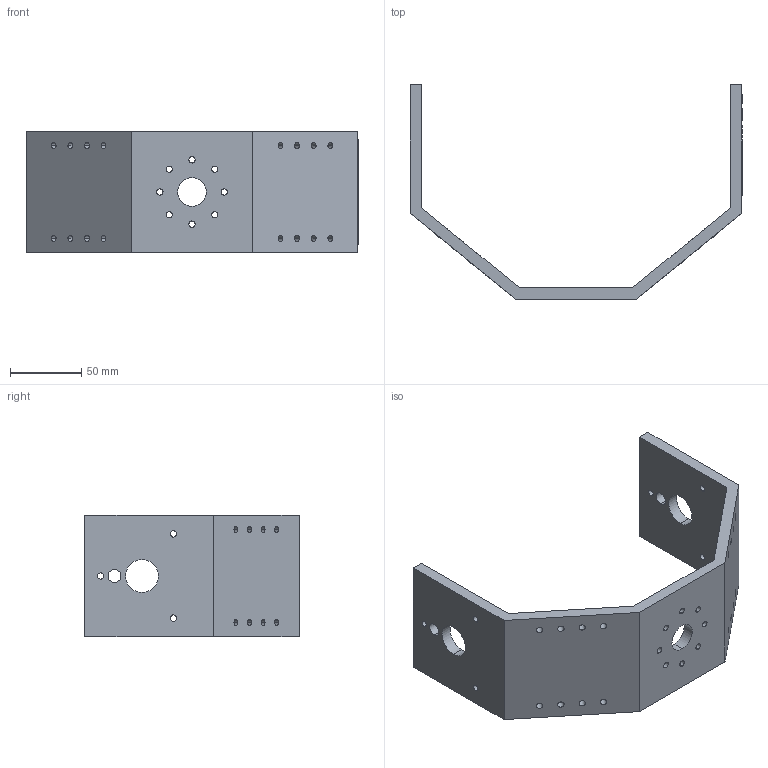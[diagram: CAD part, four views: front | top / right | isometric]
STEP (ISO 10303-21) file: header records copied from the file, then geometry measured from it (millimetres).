
FILE_DESCRIPTION (( 'STEP AP214' ), '1' );
FILE_NAME ('gimbleChassisConnector.STEP', '2024-06-12T06:01:00', ( '' ), ( '' ), 'SwSTEP 2.0', 'SolidWorks 2022', '' );
FILE_SCHEMA (( 'AUTOMOTIVE_DESIGN' ));
Length unit declared in the file: millimetre
Products named in the file (1): gimbleChassisConnector
Bounding box: 232.4 x 150 x 85 mm (x, y, z)
Volume: 286579 mm3; surface area: 85501.8 mm2
Topology: 1 solids, 1 shells, 84 faces, 246 edges, 164 vertices
Faces by surface type: cylinder 70, plane 14
Entity records: 3044 total; most frequent: DIRECTION 556, CARTESIAN_POINT 495, ORIENTED_EDGE 492, EDGE_CURVE 246, AXIS2_PLACEMENT_3D 225, VERTEX_POINT 164, EDGE_LOOP 154, CIRCLE 140
